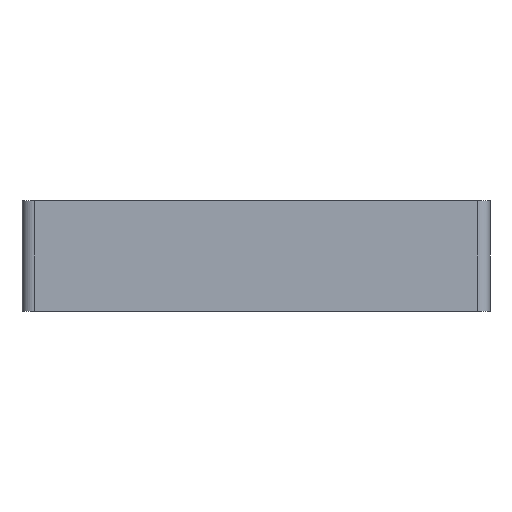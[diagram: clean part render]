
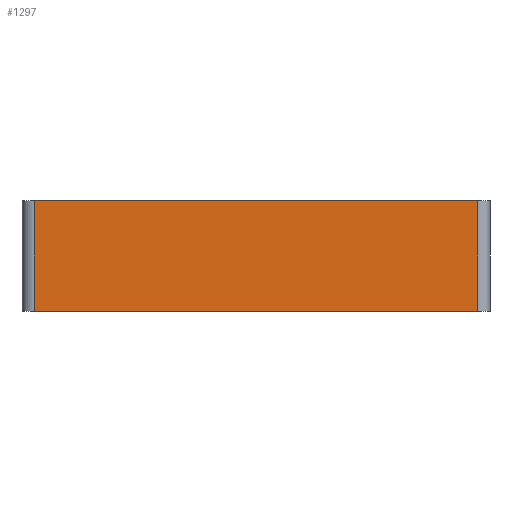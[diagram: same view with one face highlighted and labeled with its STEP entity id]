
A CAD part, front view. The second image highlights one B-rep face of the part: STEP entity #1297.
In plain terms, the highlighted planar face has unit normal (0, -1, 0).
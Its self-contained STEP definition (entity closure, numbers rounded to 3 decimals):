
#76 = VERTEX_POINT ( 'NONE', #1294 ) ;
#112 = LINE ( 'NONE', #548, #1787 ) ;
#125 = CARTESIAN_POINT ( 'NONE',  ( -46.34, -74.369, 2.5 ) ) ;
#193 = DIRECTION ( 'NONE',  ( 0., 0., -1. ) ) ;
#401 = ORIENTED_EDGE ( 'NONE', *, *, #1964, .T. ) ;
#437 = ORIENTED_EDGE ( 'NONE', *, *, #989, .F. ) ;
#519 = DIRECTION ( 'NONE',  ( 1., 0., 0. ) ) ;
#548 = CARTESIAN_POINT ( 'NONE',  ( 0., -74.369, 0. ) ) ;
#645 = EDGE_LOOP ( 'NONE', ( #401, #437, #706, #671 ) ) ;
#654 = LINE ( 'NONE', #1263, #1945 ) ;
#671 = ORIENTED_EDGE ( 'NONE', *, *, #766, .T. ) ;
#706 = ORIENTED_EDGE ( 'NONE', *, *, #1870, .T. ) ;
#716 = DIRECTION ( 'NONE',  ( 0., 0., 1. ) ) ;
#726 = CARTESIAN_POINT ( 'NONE',  ( 0., -74.369, 2.5 ) ) ;
#766 = EDGE_CURVE ( 'NONE', #1311, #1310, #1177, .T. ) ;
#819 = AXIS2_PLACEMENT_3D ( 'NONE', #726, #1929, #716 ) ;
#880 = CARTESIAN_POINT ( 'NONE',  ( -46.34, -74.369, 0. ) ) ;
#920 = VECTOR ( 'NONE', #193, 1000. ) ;
#973 = LINE ( 'NONE', #1584, #920 ) ;
#989 = EDGE_CURVE ( 'NONE', #1494, #76, #973, .T. ) ;
#1142 = VECTOR ( 'NONE', #1756, 1000. ) ;
#1177 = LINE ( 'NONE', #125, #1142 ) ;
#1263 = CARTESIAN_POINT ( 'NONE',  ( 0., -74.369, 13.5 ) ) ;
#1294 = CARTESIAN_POINT ( 'NONE',  ( 7.765, -74.369, 0. ) ) ;
#1297 = ADVANCED_FACE ( 'NONE', ( #1359 ), #1340, .F. ) ;
#1310 = VERTEX_POINT ( 'NONE', #880 ) ;
#1311 = VERTEX_POINT ( 'NONE', #1949 ) ;
#1340 = PLANE ( 'NONE',  #819 ) ;
#1359 = FACE_OUTER_BOUND ( 'NONE', #645, .T. ) ;
#1371 = CARTESIAN_POINT ( 'NONE',  ( 7.765, -74.369, 13.5 ) ) ;
#1494 = VERTEX_POINT ( 'NONE', #1371 ) ;
#1584 = CARTESIAN_POINT ( 'NONE',  ( 7.765, -74.369, 2.5 ) ) ;
#1756 = DIRECTION ( 'NONE',  ( 0., 0., -1. ) ) ;
#1787 = VECTOR ( 'NONE', #519, 1000. ) ;
#1870 = EDGE_CURVE ( 'NONE', #1494, #1311, #654, .T. ) ;
#1875 = DIRECTION ( 'NONE',  ( -1., 0., 0. ) ) ;
#1929 = DIRECTION ( 'NONE',  ( 0., 1., 0. ) ) ;
#1945 = VECTOR ( 'NONE', #1875, 1000. ) ;
#1949 = CARTESIAN_POINT ( 'NONE',  ( -46.34, -74.369, 13.5 ) ) ;
#1964 = EDGE_CURVE ( 'NONE', #1310, #76, #112, .T. ) ;
